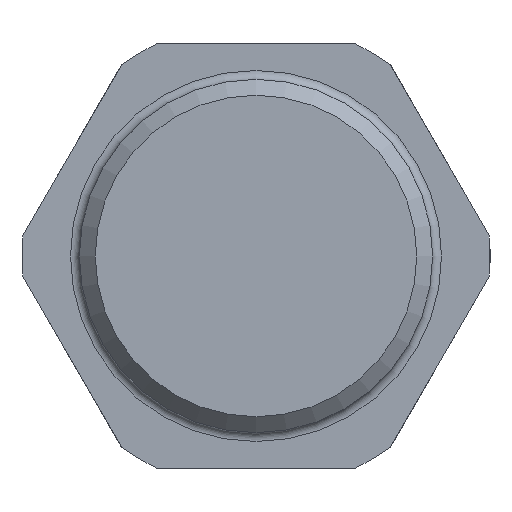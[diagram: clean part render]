
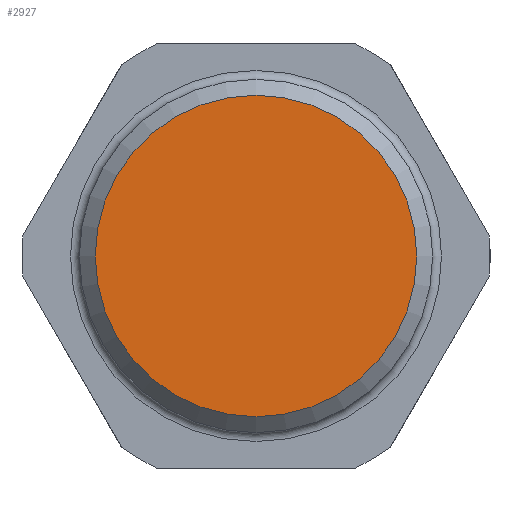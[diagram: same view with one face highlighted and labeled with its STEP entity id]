
A CAD part, left-side view. The second image highlights one B-rep face of the part: STEP entity #2927.
In plain terms, the highlighted planar face has unit normal (-1, 0, 0).
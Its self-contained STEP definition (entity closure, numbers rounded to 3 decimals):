
#521=FACE_OUTER_BOUND('',#686,.T.);
#686=EDGE_LOOP('',(#2298,#2299));
#932=CIRCLE('',#3298,9.1);
#933=CIRCLE('',#3299,9.1);
#1197=VERTEX_POINT('',#5546);
#1198=VERTEX_POINT('',#5547);
#1575=EDGE_CURVE('',#1197,#1198,#932,.T.);
#1576=EDGE_CURVE('',#1198,#1197,#933,.T.);
#2298=ORIENTED_EDGE('',*,*,#1575,.T.);
#2299=ORIENTED_EDGE('',*,*,#1576,.T.);
#2633=PLANE('',#3300);
#2927=ADVANCED_FACE('',(#521),#2633,.T.);
#3298=AXIS2_PLACEMENT_3D('',#5548,#4051,#4052);
#3299=AXIS2_PLACEMENT_3D('',#5549,#4053,#4054);
#3300=AXIS2_PLACEMENT_3D('',#5551,#4056,#4057);
#4051=DIRECTION('center_axis',(-1.,0.,0.));
#4052=DIRECTION('ref_axis',(0.,0.,-1.));
#4053=DIRECTION('center_axis',(-1.,0.,0.));
#4054=DIRECTION('ref_axis',(0.,0.,-1.));
#4056=DIRECTION('center_axis',(-1.,0.,0.));
#4057=DIRECTION('ref_axis',(0.,0.,-1.));
#5546=CARTESIAN_POINT('',(-15.,0.,9.1));
#5547=CARTESIAN_POINT('',(-15.,0.,-9.1));
#5548=CARTESIAN_POINT('Origin',(-15.,0.,0.));
#5549=CARTESIAN_POINT('Origin',(-15.,0.,0.));
#5551=CARTESIAN_POINT('Origin',(-15.,0.,6.5));
